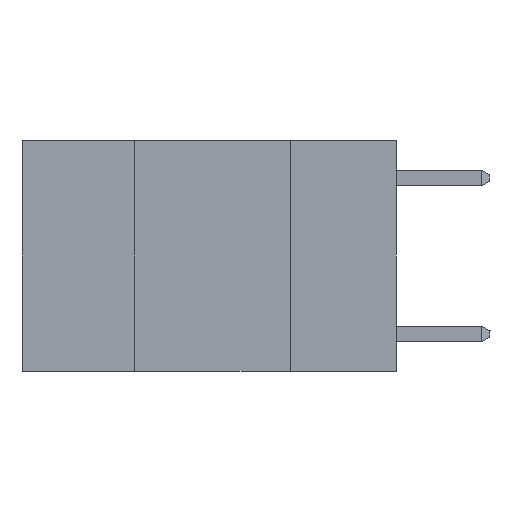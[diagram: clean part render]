
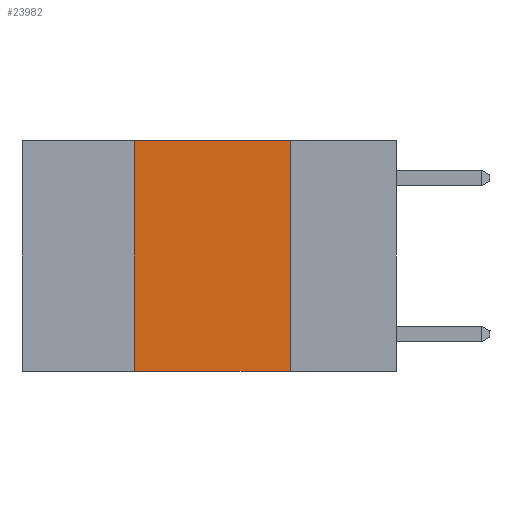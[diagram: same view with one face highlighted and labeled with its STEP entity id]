
A CAD part, left-side view. The second image highlights one B-rep face of the part: STEP entity #23982.
In plain terms, the highlighted planar face has unit normal (-1, 0, 0).
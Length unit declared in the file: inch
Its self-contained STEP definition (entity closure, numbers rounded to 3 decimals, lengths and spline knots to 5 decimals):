
#1713 = CARTESIAN_POINT ( 'NONE',  ( 0., 0.6, 0. ) ) ;
#2200 = LINE ( 'NONE', #3505, #20164 ) ;
#2206 = LINE ( 'NONE', #13027, #19444 ) ;
#2742 = CARTESIAN_POINT ( 'NONE',  ( 0., 0.42, 0. ) ) ;
#3505 = CARTESIAN_POINT ( 'NONE',  ( 0., 0.17, 0. ) ) ;
#4358 = CARTESIAN_POINT ( 'NONE',  ( 0., 0.17, -0.37 ) ) ;
#5381 = ORIENTED_EDGE ( 'NONE', *, *, #8415, .F. ) ;
#5406 = ORIENTED_EDGE ( 'NONE', *, *, #24363, .F. ) ;
#5815 = ORIENTED_EDGE ( 'NONE', *, *, #22323, .F. ) ;
#6073 = ORIENTED_EDGE ( 'NONE', *, *, #25752, .T. ) ;
#6698 = DIRECTION ( 'NONE',  ( 0., 0., -1. ) ) ;
#6989 = LINE ( 'NONE', #2742, #19206 ) ;
#8415 = EDGE_CURVE ( 'NONE', #20474, #27025, #2200, .T. ) ;
#8645 = DIRECTION ( 'NONE',  ( 0., 0., -1. ) ) ;
#9242 = EDGE_LOOP ( 'NONE', ( #5381, #5406, #5815, #6073 ) ) ;
#13027 = CARTESIAN_POINT ( 'NONE',  ( 0., 0.6, 0. ) ) ;
#13066 = VERTEX_POINT ( 'NONE', #15308 ) ;
#13165 = CARTESIAN_POINT ( 'NONE',  ( 0., 0.6, -0.37 ) ) ;
#13934 = VECTOR ( 'NONE', #20443, 39.37008 ) ;
#14740 = LINE ( 'NONE', #13165, #13934 ) ;
#15308 = CARTESIAN_POINT ( 'NONE',  ( 0., 0.42, 0. ) ) ;
#15485 = DIRECTION ( 'NONE',  ( 0., -1., 0. ) ) ;
#19206 = VECTOR ( 'NONE', #29346, 39.37008 ) ;
#19444 = VECTOR ( 'NONE', #15485, 39.37008 ) ;
#20164 = VECTOR ( 'NONE', #8645, 39.37008 ) ;
#20443 = DIRECTION ( 'NONE',  ( 0., -1., 0. ) ) ;
#20474 = VERTEX_POINT ( 'NONE', #24956 ) ;
#21249 = DIRECTION ( 'NONE',  ( 1., 0., 0. ) ) ;
#22323 = EDGE_CURVE ( 'NONE', #22894, #13066, #6989, .T. ) ;
#22894 = VERTEX_POINT ( 'NONE', #26408 ) ;
#23982 = ADVANCED_FACE ( 'NONE', ( #24320 ), #30597, .F. ) ;
#24320 = FACE_OUTER_BOUND ( 'NONE', #9242, .T. ) ;
#24363 = EDGE_CURVE ( 'NONE', #13066, #20474, #2206, .T. ) ;
#24956 = CARTESIAN_POINT ( 'NONE',  ( 0., 0.17, 0. ) ) ;
#25752 = EDGE_CURVE ( 'NONE', #22894, #27025, #14740, .T. ) ;
#26408 = CARTESIAN_POINT ( 'NONE',  ( 0., 0.42, -0.37 ) ) ;
#27025 = VERTEX_POINT ( 'NONE', #4358 ) ;
#28574 = AXIS2_PLACEMENT_3D ( 'NONE', #1713, #21249, #6698 ) ;
#29346 = DIRECTION ( 'NONE',  ( 0., 0., 1. ) ) ;
#30597 = PLANE ( 'NONE',  #28574 ) ;
